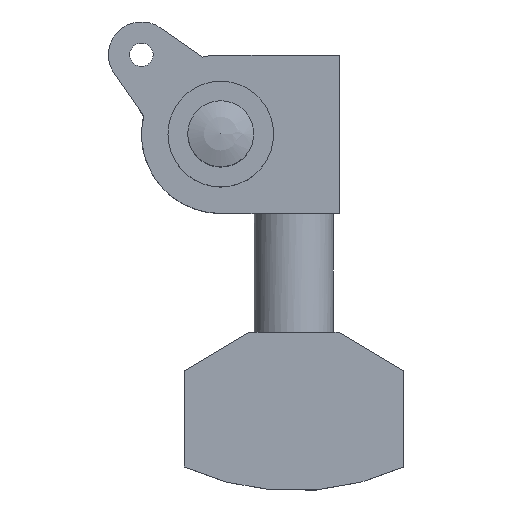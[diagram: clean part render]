
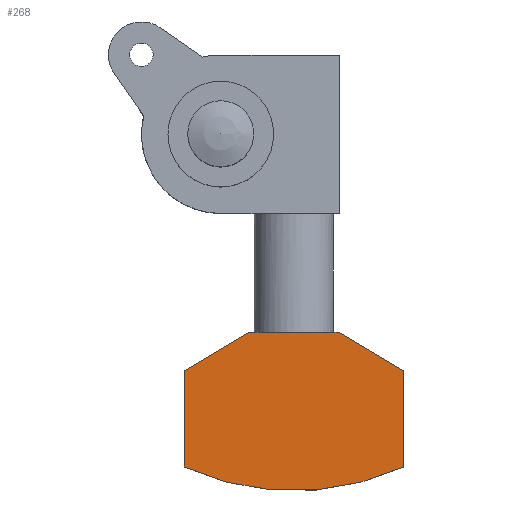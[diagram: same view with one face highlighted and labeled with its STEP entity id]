
A CAD part, top view. The second image highlights one B-rep face of the part: STEP entity #268.
In plain terms, the highlighted planar face has unit normal (0, 0, 1).
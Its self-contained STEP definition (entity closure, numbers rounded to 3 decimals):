
#84=CARTESIAN_POINT('',(17.571,-31.994,6.94));
#85=VERTEX_POINT('',#84);
#92=CARTESIAN_POINT('',(-3.511,-31.994,6.94));
#93=VERTEX_POINT('',#92);
#94=CARTESIAN_POINT('',(7.03,-8.947,6.94));
#95=DIRECTION('',(0.0,0.0,1.0));
#96=DIRECTION('',(-0.416,-0.909,0.0));
#97=AXIS2_PLACEMENT_3D('',#94,#95,#96);
#98=CIRCLE('',#97,25.343);
#99=EDGE_CURVE('',#93,#85,#98,.T.);
#125=CARTESIAN_POINT('',(11.389,-19.05,6.94));
#126=VERTEX_POINT('',#125);
#133=CARTESIAN_POINT('',(17.571,-22.754,6.94));
#134=VERTEX_POINT('',#133);
#135=CARTESIAN_POINT('',(17.571,-22.754,6.94));
#136=DIRECTION('',(-0.858,0.514,0.0));
#137=VECTOR('',#136,7.206);
#138=LINE('',#135,#137);
#139=EDGE_CURVE('',#134,#126,#138,.T.);
#165=CARTESIAN_POINT('',(-3.511,-22.754,6.94));
#166=VERTEX_POINT('',#165);
#173=CARTESIAN_POINT('',(2.671,-19.05,6.94));
#174=VERTEX_POINT('',#173);
#175=CARTESIAN_POINT('',(2.671,-19.05,6.94));
#176=DIRECTION('',(-0.858,-0.514,0.0));
#177=VECTOR('',#176,7.206);
#178=LINE('',#175,#177);
#179=EDGE_CURVE('',#174,#166,#178,.T.);
#203=CARTESIAN_POINT('',(17.571,-22.754,6.94));
#204=DIRECTION('',(0.0,-1.0,0.0));
#205=VECTOR('',#204,9.24);
#206=LINE('',#203,#205);
#207=EDGE_CURVE('',#134,#85,#206,.T.);
#218=CARTESIAN_POINT('',(-3.511,-22.754,6.94));
#219=DIRECTION('',(0.0,-1.0,0.0));
#220=VECTOR('',#219,9.24);
#221=LINE('',#218,#220);
#222=EDGE_CURVE('',#166,#93,#221,.T.);
#234=CARTESIAN_POINT('',(17.571,-19.05,6.94));
#235=DIRECTION('',(0.0,0.0,1.0));
#236=DIRECTION('',(-1.0,0.0,0.0));
#237=AXIS2_PLACEMENT_3D('',#234,#235,#236);
#238=PLANE('',#237);
#239=ORIENTED_EDGE('',*,*,#99,.T.);
#240=ORIENTED_EDGE('',*,*,#207,.F.);
#241=ORIENTED_EDGE('',*,*,#139,.T.);
#242=CARTESIAN_POINT('',(9.87,-19.05,6.94));
#243=VERTEX_POINT('',#242);
#244=CARTESIAN_POINT('',(9.87,-19.05,6.94));
#245=DIRECTION('',(1.0,0.0,0.0));
#246=VECTOR('',#245,1.52);
#247=LINE('',#244,#246);
#248=EDGE_CURVE('',#243,#126,#247,.T.);
#249=ORIENTED_EDGE('',*,*,#248,.F.);
#250=CARTESIAN_POINT('',(4.19,-19.05,6.94));
#251=VERTEX_POINT('',#250);
#252=CARTESIAN_POINT('',(4.19,-19.05,6.94));
#253=DIRECTION('',(1.0,0.0,0.0));
#254=VECTOR('',#253,5.68);
#255=LINE('',#252,#254);
#256=EDGE_CURVE('',#251,#243,#255,.T.);
#257=ORIENTED_EDGE('',*,*,#256,.F.);
#258=CARTESIAN_POINT('',(2.671,-19.05,6.94));
#259=DIRECTION('',(1.0,0.0,0.0));
#260=VECTOR('',#259,1.52);
#261=LINE('',#258,#260);
#262=EDGE_CURVE('',#174,#251,#261,.T.);
#263=ORIENTED_EDGE('',*,*,#262,.F.);
#264=ORIENTED_EDGE('',*,*,#179,.T.);
#265=ORIENTED_EDGE('',*,*,#222,.T.);
#266=EDGE_LOOP('',(#239,#240,#241,#249,#257,#263,#264,#265));
#267=FACE_OUTER_BOUND('',#266,.T.);
#268=ADVANCED_FACE('',(#267),#238,.T.);
